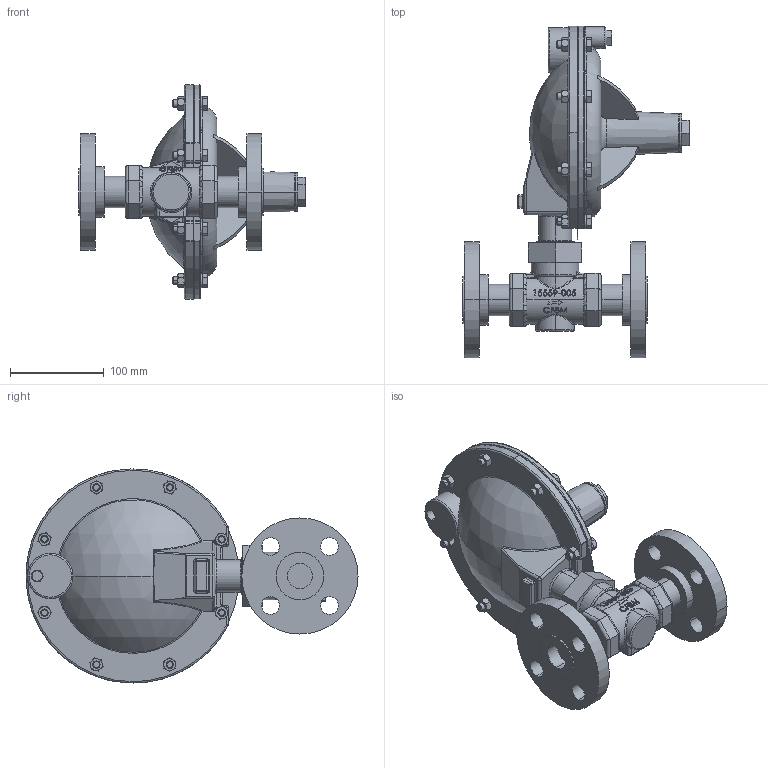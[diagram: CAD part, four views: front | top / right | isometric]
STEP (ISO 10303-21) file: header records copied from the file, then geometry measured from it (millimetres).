
FILE_DESCRIPTION (( 'STEP AP203' ), '1' );
FILE_NAME ('608IS-100-CS+S6-F3.STEP', '2017-09-07T15:54:16', ( '' ), ( '' ), 'SwSTEP 2.0', 'SolidWorks 2014', '' );
FILE_SCHEMA (( 'CONFIG_CONTROL_DESIGN' ));
Products named in the file (1): 608IS-100-CS+S6-F3
Bounding box: 241.33 x 354.41 x 228.6 mm (x, y, z)
Volume: 2621384.5 mm3; surface area: 281871.4 mm2
Topology: 5 solids, 5 shells, 1070 faces, 2608 edges, 1594 vertices
Faces by surface type: plane 360, cylinder 276, cone 176, bspline 162, torus 76, sphere 20
Entity records: 59111 total; most frequent: CARTESIAN_POINT 35731, ORIENTED_EDGE 5182, DIRECTION 4356, EDGE_CURVE 2591, AXIS2_PLACEMENT_3D 1766, VERTEX_POINT 1594, EDGE_LOOP 1171, ADVANCED_FACE 1070
